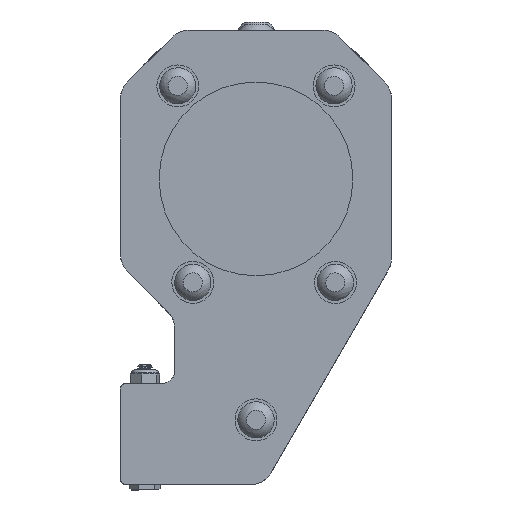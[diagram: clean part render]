
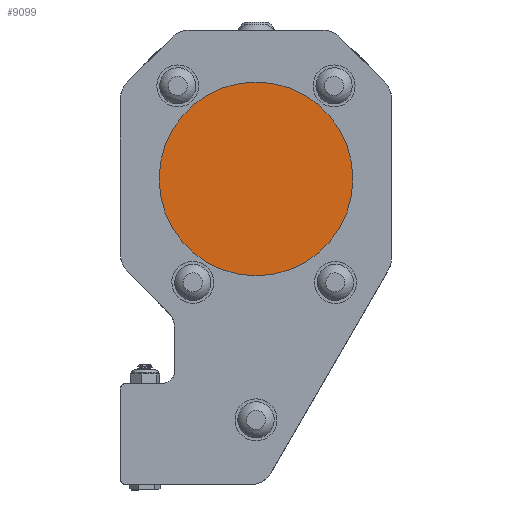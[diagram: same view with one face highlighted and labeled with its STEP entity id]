
A CAD part, left-side view. The second image highlights one B-rep face of the part: STEP entity #9099.
In plain terms, the highlighted planar face has unit normal (-1, 0, 0).
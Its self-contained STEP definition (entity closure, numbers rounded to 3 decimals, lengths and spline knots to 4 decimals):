
#1602=PLANE('',#9898);
#2012=CIRCLE('',#9897,1.);
#2604=FACE_OUTER_BOUND('',#3300,.T.);
#3300=EDGE_LOOP('',(#6894));
#4618=VERTEX_POINT('',#32625);
#5523=EDGE_CURVE('',#4618,#4618,#2012,.T.);
#6894=ORIENTED_EDGE('',*,*,#5523,.T.);
#9099=ADVANCED_FACE('',(#2604),#1602,.F.);
#9897=AXIS2_PLACEMENT_3D('',#32626,#11384,#11385);
#9898=AXIS2_PLACEMENT_3D('',#32627,#11386,#11387);
#11384=DIRECTION('center_axis',(-1.,0.,0.));
#11385=DIRECTION('ref_axis',(0.,1.,0.));
#11386=DIRECTION('center_axis',(1.,0.,0.));
#11387=DIRECTION('ref_axis',(0.,1.,0.));
#32625=CARTESIAN_POINT('',(-29.9582,-1.,0.));
#32626=CARTESIAN_POINT('Origin',(-29.9582,0.,
0.));
#32627=CARTESIAN_POINT('Origin',(-29.9582,0.,
0.));
